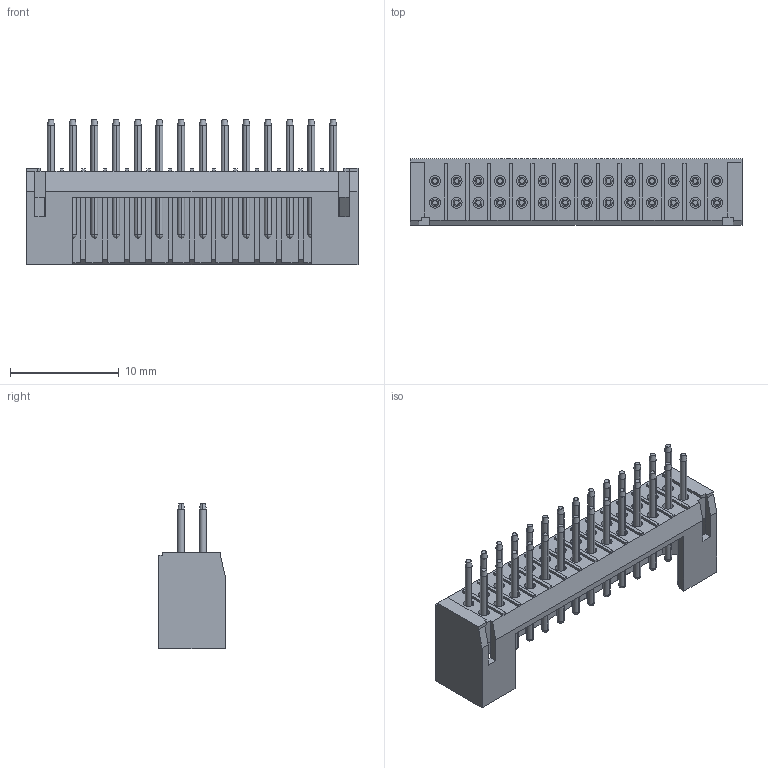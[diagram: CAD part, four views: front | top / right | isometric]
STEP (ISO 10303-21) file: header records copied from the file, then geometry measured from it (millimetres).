
FILE_DESCRIPTION (( 'STEP AP214' ), '1' );
FILE_NAME ('F2JL24-S28SD000-01-REF .STEP', '2026-04-21T02:17:24', ( '' ), ( '' ), 'SwSTEP 2.0', 'SolidWorks 2021', '' );
FILE_SCHEMA (( 'AUTOMOTIVE_DESIGN' ));
Length unit declared in the file: millimetre
Products named in the file (1): F2JL24-S28SD000-01-REF 
Bounding box: 30.6 x 6.1 x 13.4 mm (x, y, z)
Volume: 735.7 mm3; surface area: 1804.4 mm2
Topology: 1 solids, 1 shells, 516 faces, 1348 edges, 858 vertices
Faces by surface type: plane 236, cylinder 168, sphere 56, cone 56
Entity records: 15098 total; most frequent: DIRECTION 2774, CARTESIAN_POINT 2555, ORIENTED_EDGE 2472, EDGE_CURVE 1236, AXIS2_PLACEMENT_3D 1021, VERTEX_POINT 802, LINE 732, VECTOR 732
